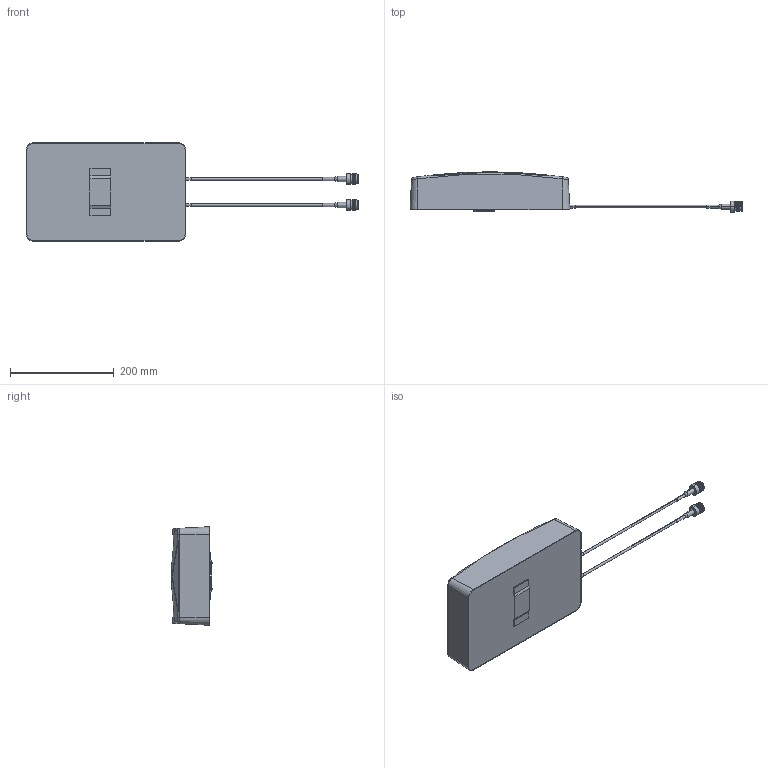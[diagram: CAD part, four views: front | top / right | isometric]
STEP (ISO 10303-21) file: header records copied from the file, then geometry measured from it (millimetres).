
FILE_DESCRIPTION (( 'STEP AP214' ), '1' );
FILE_NAME ('iDAS.W.001_web.STEP', '2022-03-16T09:48:07', ( '' ), ( '' ), 'SwSTEP 2.0', 'SolidWorks 2018', '' );
FILE_SCHEMA (( 'AUTOMOTIVE_DESIGN' ));
Length unit declared in the file: millimetre
Products named in the file (1): iDAS.W.001_web
Bounding box: 639.7 x 77.52 x 190 mm (x, y, z)
Volume: 3858267.5 mm3; surface area: 198054.3 mm2
Topology: 1 solids, 1 shells, 155 faces, 376 edges, 244 vertices
Faces by surface type: cylinder 80, plane 54, bspline 13, cone 8
Entity records: 8408 total; most frequent: CARTESIAN_POINT 3487, ORIENTED_EDGE 752, DIRECTION 649, EDGE_CURVE 376, AXIS2_PLACEMENT_3D 248, VERTEX_POINT 244, EDGE_LOOP 178, ADVANCED_FACE 155
